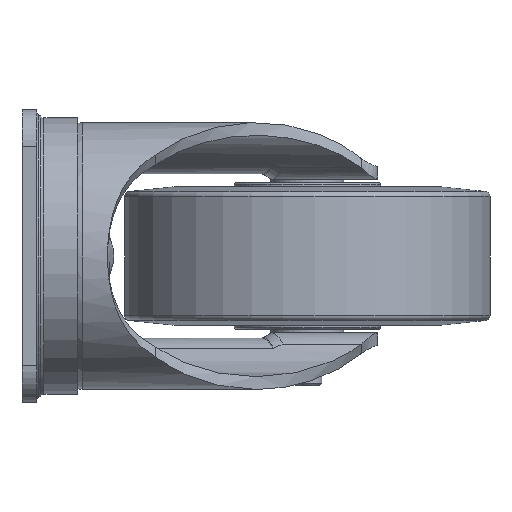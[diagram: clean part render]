
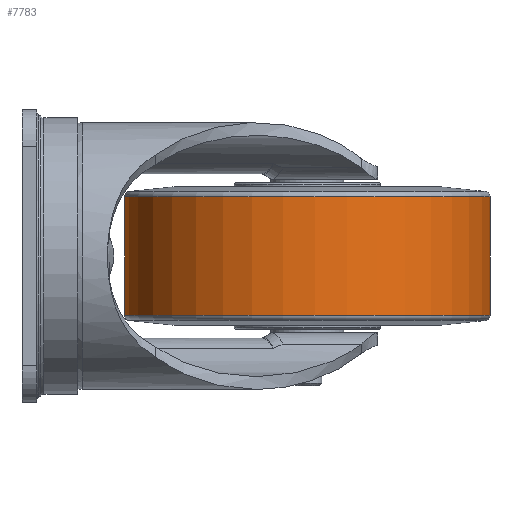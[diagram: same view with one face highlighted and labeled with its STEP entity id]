
A CAD part, left-side view. The second image highlights one B-rep face of the part: STEP entity #7783.
In plain terms, the highlighted cylindrical face has radius 50 mm (diameter 100 mm), a full revolution.
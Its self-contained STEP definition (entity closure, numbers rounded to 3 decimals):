
#23 = ORIENTED_EDGE ( 'NONE', *, *, #13315, .T. ) ;
#2806 = CARTESIAN_POINT ( 'NONE',  ( 40., -78., -16.147 ) ) ;
#2958 = DIRECTION ( 'NONE',  ( -0.675, 0.738, 0. ) ) ;
#3269 = VERTEX_POINT ( 'NONE', #19294 ) ;
#3338 = CARTESIAN_POINT ( 'NONE',  ( 6.271, -41.09, 16.147 ) ) ;
#3694 = DIRECTION ( 'NONE',  ( 0.675, -0.738, 0. ) ) ;
#4183 = CYLINDRICAL_SURFACE ( 'NONE', #24312, 50. ) ;
#4771 = ORIENTED_EDGE ( 'NONE', *, *, #6959, .T. ) ;
#6959 = EDGE_CURVE ( 'NONE', #7043, #7043, #9616, .T. ) ;
#7043 = VERTEX_POINT ( 'NONE', #3338 ) ;
#7783 = ADVANCED_FACE ( 'NONE', ( #21106, #14542 ), #4183, .T. ) ;
#9616 = CIRCLE ( 'NONE', #10864, 50. ) ;
#10864 = AXIS2_PLACEMENT_3D ( 'NONE', #20923, #20667, #2958 ) ;
#13315 = EDGE_CURVE ( 'NONE', #3269, #3269, #24940, .T. ) ;
#14542 = FACE_OUTER_BOUND ( 'NONE', #24387, .T. ) ;
#14904 = DIRECTION ( 'NONE',  ( 0., 0., 1. ) ) ;
#18125 = EDGE_LOOP ( 'NONE', ( #4771 ) ) ;
#19294 = CARTESIAN_POINT ( 'NONE',  ( 6.271, -41.09, -16.147 ) ) ;
#20667 = DIRECTION ( 'NONE',  ( 0., 0., -1. ) ) ;
#20923 = CARTESIAN_POINT ( 'NONE',  ( 40., -78., 16.147 ) ) ;
#21106 = FACE_OUTER_BOUND ( 'NONE', #18125, .T. ) ;
#22299 = AXIS2_PLACEMENT_3D ( 'NONE', #2806, #14904, #22720 ) ;
#22720 = DIRECTION ( 'NONE',  ( -0.675, 0.738, 0. ) ) ;
#23581 = DIRECTION ( 'NONE',  ( 0., 0., 1. ) ) ;
#23662 = CARTESIAN_POINT ( 'NONE',  ( 40., -78., 26.529 ) ) ;
#24312 = AXIS2_PLACEMENT_3D ( 'NONE', #23662, #23581, #3694 ) ;
#24387 = EDGE_LOOP ( 'NONE', ( #23 ) ) ;
#24940 = CIRCLE ( 'NONE', #22299, 50. ) ;
